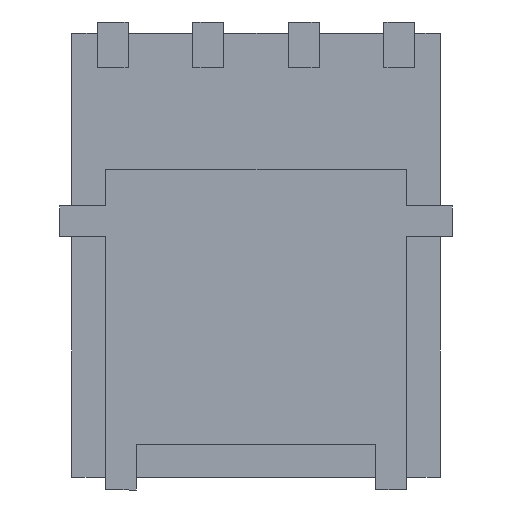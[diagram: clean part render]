
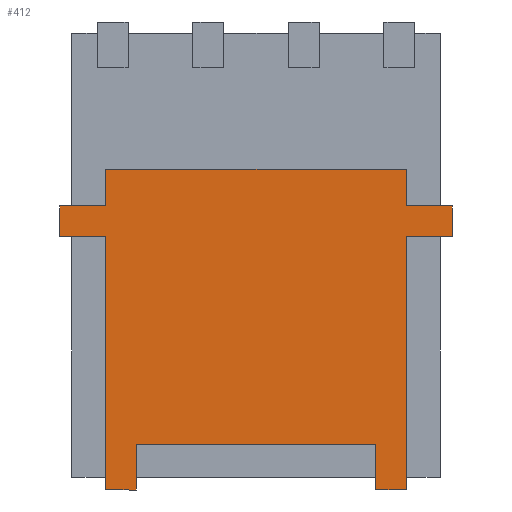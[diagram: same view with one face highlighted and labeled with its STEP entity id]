
A CAD part, front view. The second image highlights one B-rep face of the part: STEP entity #412.
In plain terms, the highlighted planar face has unit normal (0, -1, 0).
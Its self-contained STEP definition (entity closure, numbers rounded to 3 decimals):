
#13 = VECTOR ( 'NONE', #2334, 1000. ) ;
#53 = CARTESIAN_POINT ( 'NONE',  ( -2., 0., -3.605 ) ) ;
#66 = EDGE_CURVE ( 'NONE', #1249, #1185, #1540, .T. ) ;
#72 = EDGE_CURVE ( 'NONE', #566, #2812, #2727, .T. ) ;
#87 = DIRECTION ( 'NONE',  ( 0., 0., -1. ) ) ;
#92 = CARTESIAN_POINT ( 'NONE',  ( -2.61, 0., -3.195 ) ) ;
#168 = ORIENTED_EDGE ( 'NONE', *, *, #1170, .F. ) ;
#224 = CARTESIAN_POINT ( 'NONE',  ( 1.59, 0., 0.17 ) ) ;
#237 = ORIENTED_EDGE ( 'NONE', *, *, #1452, .F. ) ;
#239 = VECTOR ( 'NONE', #1849, 1000. ) ;
#240 = ORIENTED_EDGE ( 'NONE', *, *, #66, .F. ) ;
#257 = CARTESIAN_POINT ( 'NONE',  ( -2., 0., -3.605 ) ) ;
#258 = VECTOR ( 'NONE', #1389, 1000. ) ;
#260 = VECTOR ( 'NONE', #1917, 1000. ) ;
#264 = VECTOR ( 'NONE', #633, 1000. ) ;
#290 = LINE ( 'NONE', #1228, #432 ) ;
#303 = ORIENTED_EDGE ( 'NONE', *, *, #2480, .F. ) ;
#313 = VECTOR ( 'NONE', #2045, 1000. ) ;
#363 = VERTEX_POINT ( 'NONE', #1706 ) ;
#412 = ADVANCED_FACE ( 'NONE', ( #1916 ), #2105, .F. ) ;
#432 = VECTOR ( 'NONE', #2828, 1000. ) ;
#477 = DIRECTION ( 'NONE',  ( 0., 0., 1. ) ) ;
#478 = CARTESIAN_POINT ( 'NONE',  ( -2., 0., 0.17 ) ) ;
#566 = VERTEX_POINT ( 'NONE', #2629 ) ;
#580 = ORIENTED_EDGE ( 'NONE', *, *, #1287, .F. ) ;
#611 = LINE ( 'NONE', #2800, #13 ) ;
#621 = CARTESIAN_POINT ( 'NONE',  ( -2.61, 0., -3.195 ) ) ;
#633 = DIRECTION ( 'NONE',  ( 1., 0., 0. ) ) ;
#641 = VERTEX_POINT ( 'NONE', #2452 ) ;
#647 = EDGE_CURVE ( 'NONE', #657, #809, #2087, .T. ) ;
#657 = VERTEX_POINT ( 'NONE', #1584 ) ;
#658 = CARTESIAN_POINT ( 'NONE',  ( 2.61, 0., -3.605 ) ) ;
#689 = DIRECTION ( 'NONE',  ( 1., 0., 0. ) ) ;
#693 = ORIENTED_EDGE ( 'NONE', *, *, #2795, .F. ) ;
#770 = CARTESIAN_POINT ( 'NONE',  ( 2., 0., -4.09 ) ) ;
#779 = EDGE_CURVE ( 'NONE', #809, #1719, #814, .T. ) ;
#787 = DIRECTION ( 'NONE',  ( -1., 0., 0. ) ) ;
#790 = ORIENTED_EDGE ( 'NONE', *, *, #72, .F. ) ;
#803 = VECTOR ( 'NONE', #2768, 1000. ) ;
#809 = VERTEX_POINT ( 'NONE', #2516 ) ;
#814 = LINE ( 'NONE', #2256, #313 ) ;
#847 = VERTEX_POINT ( 'NONE', #53 ) ;
#872 = ORIENTED_EDGE ( 'NONE', *, *, #1663, .F. ) ;
#878 = EDGE_CURVE ( 'NONE', #1185, #2638, #1446, .T. ) ;
#1050 = CARTESIAN_POINT ( 'NONE',  ( -2., 0., -3.195 ) ) ;
#1063 = VECTOR ( 'NONE', #87, 1000. ) ;
#1069 = CARTESIAN_POINT ( 'NONE',  ( -1.59, 0., 0.17 ) ) ;
#1115 = LINE ( 'NONE', #257, #1622 ) ;
#1131 = VERTEX_POINT ( 'NONE', #1069 ) ;
#1170 = EDGE_CURVE ( 'NONE', #363, #641, #1597, .T. ) ;
#1182 = ORIENTED_EDGE ( 'NONE', *, *, #2918, .F. ) ;
#1185 = VERTEX_POINT ( 'NONE', #1050 ) ;
#1207 = EDGE_CURVE ( 'NONE', #1393, #1629, #2142, .T. ) ;
#1228 = CARTESIAN_POINT ( 'NONE',  ( -2.61, 0., -3.605 ) ) ;
#1236 = LINE ( 'NONE', #658, #2135 ) ;
#1249 = VERTEX_POINT ( 'NONE', #621 ) ;
#1256 = EDGE_LOOP ( 'NONE', ( #872, #1182, #168, #2294, #1771, #2115, #1933, #1588, #237, #1466, #2747, #240, #693, #303, #580, #790 ) ) ;
#1287 = EDGE_CURVE ( 'NONE', #2812, #847, #2250, .T. ) ;
#1342 = CARTESIAN_POINT ( 'NONE',  ( -1.59, 0., -0.44 ) ) ;
#1352 = AXIS2_PLACEMENT_3D ( 'NONE', #2591, #2370, #2808 ) ;
#1388 = VECTOR ( 'NONE', #2203, 1000. ) ;
#1389 = DIRECTION ( 'NONE',  ( 0., 0., 1. ) ) ;
#1393 = VERTEX_POINT ( 'NONE', #1776 ) ;
#1446 = LINE ( 'NONE', #2506, #2719 ) ;
#1452 = EDGE_CURVE ( 'NONE', #1131, #1393, #611, .T. ) ;
#1466 = ORIENTED_EDGE ( 'NONE', *, *, #2500, .F. ) ;
#1517 = DIRECTION ( 'NONE',  ( -1., 0., 0. ) ) ;
#1534 = CARTESIAN_POINT ( 'NONE',  ( -2., 0., -4.09 ) ) ;
#1540 = LINE ( 'NONE', #92, #239 ) ;
#1546 = CARTESIAN_POINT ( 'NONE',  ( 2.61, 0., -3.195 ) ) ;
#1561 = DIRECTION ( 'NONE',  ( 1., 0., 0. ) ) ;
#1564 = VECTOR ( 'NONE', #1561, 1000. ) ;
#1584 = CARTESIAN_POINT ( 'NONE',  ( 1.59, 0., 0.17 ) ) ;
#1588 = ORIENTED_EDGE ( 'NONE', *, *, #1207, .F. ) ;
#1597 = LINE ( 'NONE', #1546, #1388 ) ;
#1622 = VECTOR ( 'NONE', #787, 1000. ) ;
#1629 = VERTEX_POINT ( 'NONE', #2143 ) ;
#1640 = LINE ( 'NONE', #2551, #1063 ) ;
#1663 = EDGE_CURVE ( 'NONE', #2493, #566, #1640, .T. ) ;
#1706 = CARTESIAN_POINT ( 'NONE',  ( 2.61, 0., -3.195 ) ) ;
#1716 = LINE ( 'NONE', #478, #1564 ) ;
#1719 = VERTEX_POINT ( 'NONE', #2322 ) ;
#1733 = DIRECTION ( 'NONE',  ( 0., 0., 1. ) ) ;
#1771 = ORIENTED_EDGE ( 'NONE', *, *, #779, .F. ) ;
#1776 = CARTESIAN_POINT ( 'NONE',  ( -1.59, 0., -0.44 ) ) ;
#1781 = VECTOR ( 'NONE', #689, 1000. ) ;
#1849 = DIRECTION ( 'NONE',  ( 1., 0., 0. ) ) ;
#1916 = FACE_OUTER_BOUND ( 'NONE', #1256, .T. ) ;
#1917 = DIRECTION ( 'NONE',  ( 1., 0., 0. ) ) ;
#1933 = ORIENTED_EDGE ( 'NONE', *, *, #2012, .F. ) ;
#2012 = EDGE_CURVE ( 'NONE', #1629, #657, #2346, .T. ) ;
#2044 = CARTESIAN_POINT ( 'NONE',  ( 1.59, 0., -0.44 ) ) ;
#2045 = DIRECTION ( 'NONE',  ( 0., 0., -1. ) ) ;
#2087 = LINE ( 'NONE', #224, #1781 ) ;
#2105 = PLANE ( 'NONE',  #1352 ) ;
#2106 = CARTESIAN_POINT ( 'NONE',  ( -2., 0., 0.17 ) ) ;
#2115 = ORIENTED_EDGE ( 'NONE', *, *, #647, .F. ) ;
#2122 = CARTESIAN_POINT ( 'NONE',  ( -2.61, 0., -3.605 ) ) ;
#2135 = VECTOR ( 'NONE', #1517, 1000. ) ;
#2137 = LINE ( 'NONE', #2612, #260 ) ;
#2142 = LINE ( 'NONE', #1342, #264 ) ;
#2143 = CARTESIAN_POINT ( 'NONE',  ( 1.59, 0., -0.44 ) ) ;
#2178 = VECTOR ( 'NONE', #1733, 1000. ) ;
#2203 = DIRECTION ( 'NONE',  ( 0., 0., -1. ) ) ;
#2250 = LINE ( 'NONE', #1534, #2178 ) ;
#2256 = CARTESIAN_POINT ( 'NONE',  ( 2., 0., 0.17 ) ) ;
#2294 = ORIENTED_EDGE ( 'NONE', *, *, #2836, .F. ) ;
#2322 = CARTESIAN_POINT ( 'NONE',  ( 2., 0., -3.195 ) ) ;
#2334 = DIRECTION ( 'NONE',  ( 0., 0., -1. ) ) ;
#2335 = CARTESIAN_POINT ( 'NONE',  ( 2., 0., -3.605 ) ) ;
#2346 = LINE ( 'NONE', #2044, #258 ) ;
#2368 = CARTESIAN_POINT ( 'NONE',  ( -2., 0., -4.09 ) ) ;
#2370 = DIRECTION ( 'NONE',  ( 0., 1., 0. ) ) ;
#2452 = CARTESIAN_POINT ( 'NONE',  ( 2.61, 0., -3.605 ) ) ;
#2480 = EDGE_CURVE ( 'NONE', #847, #2554, #1115, .T. ) ;
#2493 = VERTEX_POINT ( 'NONE', #2335 ) ;
#2500 = EDGE_CURVE ( 'NONE', #2638, #1131, #1716, .T. ) ;
#2506 = CARTESIAN_POINT ( 'NONE',  ( -2., 0., -3.195 ) ) ;
#2516 = CARTESIAN_POINT ( 'NONE',  ( 2., 0., 0.17 ) ) ;
#2551 = CARTESIAN_POINT ( 'NONE',  ( 2., 0., -3.605 ) ) ;
#2554 = VERTEX_POINT ( 'NONE', #2122 ) ;
#2591 = CARTESIAN_POINT ( 'NONE',  ( 0., 0., 0. ) ) ;
#2612 = CARTESIAN_POINT ( 'NONE',  ( 2., 0., -3.195 ) ) ;
#2629 = CARTESIAN_POINT ( 'NONE',  ( 2., 0., -4.09 ) ) ;
#2638 = VERTEX_POINT ( 'NONE', #2106 ) ;
#2719 = VECTOR ( 'NONE', #477, 1000. ) ;
#2727 = LINE ( 'NONE', #770, #803 ) ;
#2747 = ORIENTED_EDGE ( 'NONE', *, *, #878, .F. ) ;
#2768 = DIRECTION ( 'NONE',  ( -1., 0., 0. ) ) ;
#2795 = EDGE_CURVE ( 'NONE', #2554, #1249, #290, .T. ) ;
#2800 = CARTESIAN_POINT ( 'NONE',  ( -1.59, 0., 0.17 ) ) ;
#2808 = DIRECTION ( 'NONE',  ( 0., 0., 1. ) ) ;
#2812 = VERTEX_POINT ( 'NONE', #2368 ) ;
#2828 = DIRECTION ( 'NONE',  ( 0., 0., 1. ) ) ;
#2836 = EDGE_CURVE ( 'NONE', #1719, #363, #2137, .T. ) ;
#2918 = EDGE_CURVE ( 'NONE', #641, #2493, #1236, .T. ) ;
